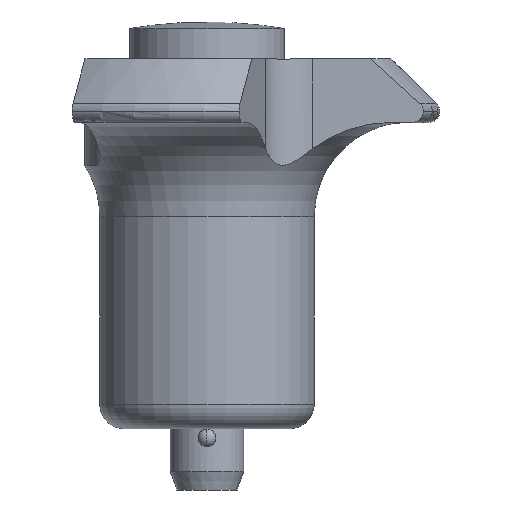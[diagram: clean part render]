
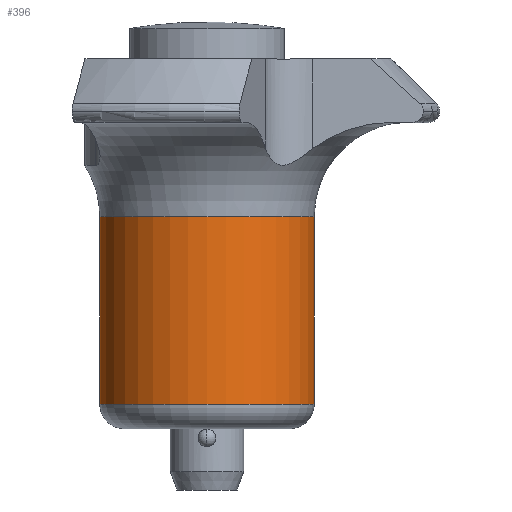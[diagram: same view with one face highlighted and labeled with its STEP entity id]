
A CAD part, front view. The second image highlights one B-rep face of the part: STEP entity #396.
In plain terms, the highlighted cylindrical face has radius 8.75 mm (diameter 17.5 mm), a partial arc.
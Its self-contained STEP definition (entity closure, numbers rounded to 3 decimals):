
#396=ADVANCED_FACE('',(#997),#998,.T.);
#398=VERTEX_POINT('',#1000);
#430=VERTEX_POINT('',#1034);
#480=EDGE_CURVE('',#806,#864,#1087,.T.);
#548=EDGE_CURVE('',#398,#806,#1161,.T.);
#614=EDGE_CURVE('',#430,#398,#1230,.T.);
#806=VERTEX_POINT('',#1449);
#838=EDGE_CURVE('',#430,#864,#1484,.T.);
#864=VERTEX_POINT('',#1513);
#997=FACE_OUTER_BOUND('',#1804,.T.);
#998=CYLINDRICAL_SURFACE('',#1805,8.75);
#1000=CARTESIAN_POINT('',(-8.75,0.,16.264));
#1034=CARTESIAN_POINT('',(-8.75,0.,0.959));
#1087=LINE('',#2030,#2031);
#1161=CIRCLE('',#2182,8.75);
#1230=LINE('',#2339,#2340);
#1449=CARTESIAN_POINT('',(8.75,0.,16.264));
#1484=CIRCLE('',#2888,8.75);
#1513=CARTESIAN_POINT('',(8.75,0.,0.959));
#1804=EDGE_LOOP('',(#3068,#3069,#3070,#3071));
#1805=AXIS2_PLACEMENT_3D('',#3072,#3073,#3074);
#2030=CARTESIAN_POINT('',(8.75,0.,9.434));
#2031=VECTOR('',#3166,1.0);
#2182=AXIS2_PLACEMENT_3D('',#3239,#3240,#3241);
#2339=CARTESIAN_POINT('',(-8.75,0.,9.434));
#2340=VECTOR('',#3292,1.0);
#2888=AXIS2_PLACEMENT_3D('',#3665,#3666,#3667);
#3068=ORIENTED_EDGE('',*,*,#614,.F.);
#3069=ORIENTED_EDGE('',*,*,#838,.T.);
#3070=ORIENTED_EDGE('',*,*,#480,.F.);
#3071=ORIENTED_EDGE('',*,*,#548,.F.);
#3072=CARTESIAN_POINT('',(0.,0.,9.434));
#3073=DIRECTION('',(-0.0,-0.0,-1.0));
#3074=DIRECTION('',(-1.0,0.,0.0));
#3166=DIRECTION('',(-0.0,-0.0,-1.0));
#3239=CARTESIAN_POINT('',(0.,0.,16.264));
#3240=DIRECTION('',(0.0,0.0,1.0));
#3241=DIRECTION('',(-1.0,0.,0.0));
#3292=DIRECTION('',(0.0,0.0,1.0));
#3665=CARTESIAN_POINT('',(0.,0.,0.959));
#3666=DIRECTION('',(0.0,0.0,1.0));
#3667=DIRECTION('',(-1.0,0.,0.0));
